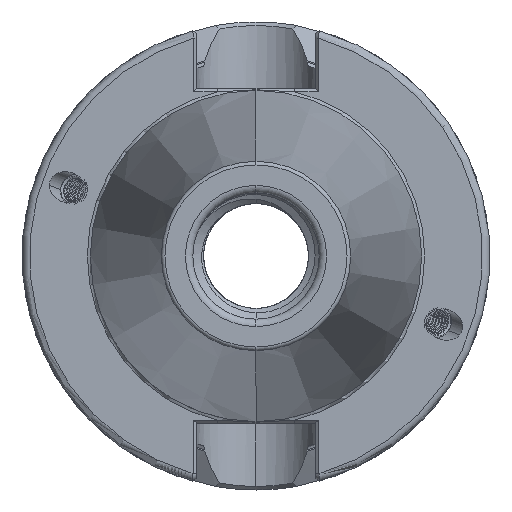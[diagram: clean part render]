
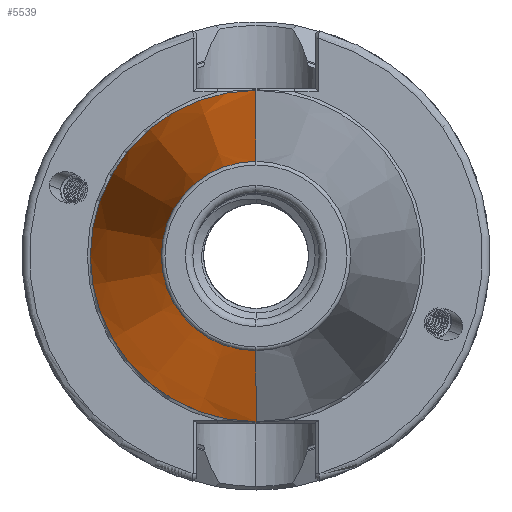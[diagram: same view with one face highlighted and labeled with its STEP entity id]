
A CAD part, left-side view. The second image highlights one B-rep face of the part: STEP entity #5539.
In plain terms, the highlighted conical face has half-angle 8.297 degrees and reference radius 22.298 mm.
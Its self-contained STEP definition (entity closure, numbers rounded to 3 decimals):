
#440 = CARTESIAN_POINT ( 'NONE',  ( -66.972, 0., 12.75 ) ) ;
#444 = CARTESIAN_POINT ( 'NONE',  ( -66.972, 0., -12.75 ) ) ;
#445 = CARTESIAN_POINT ( 'NONE',  ( -1.5, 0., 22.298 ) ) ;
#633 = VERTEX_POINT ( 'NONE', #9683 ) ;
#802 = AXIS2_PLACEMENT_3D ( 'NONE', #7382, #7383, #7384 ) ;
#808 = AXIS2_PLACEMENT_3D ( 'NONE', #7385, #7392, #7393 ) ;
#809 = VECTOR ( 'NONE', #7391, 1000. ) ;
#811 = VECTOR ( 'NONE', #7397, 1000. ) ;
#5179 = CONICAL_SURFACE ( 'NONE', #7773, 22.298, 0.145 ) ;
#5294 = CIRCLE ( 'NONE', #802, 22.298 ) ;
#5295 = CIRCLE ( 'NONE', #808, 12.75 ) ;
#5539 = ADVANCED_FACE ( 'NONE', ( #7770 ), #5179, .T. ) ;
#7382 = CARTESIAN_POINT ( 'NONE',  ( -1.5, 0., 0. ) ) ;
#7383 = DIRECTION ( 'NONE',  ( 1., 0., 0. ) ) ;
#7384 = DIRECTION ( 'NONE',  ( 0., 0., -1. ) ) ;
#7385 = CARTESIAN_POINT ( 'NONE',  ( -66.972, 0., 0. ) ) ;
#7389 = LINE ( 'NONE', #7390, #809 ) ;
#7390 = CARTESIAN_POINT ( 'NONE',  ( -1.5, 0., 22.298 ) ) ;
#7391 = DIRECTION ( 'NONE',  ( 0.99, 0., 0.144 ) ) ;
#7392 = DIRECTION ( 'NONE',  ( 1., 0., 0. ) ) ;
#7393 = DIRECTION ( 'NONE',  ( 0., 0., -1. ) ) ;
#7395 = LINE ( 'NONE', #7396, #811 ) ;
#7396 = CARTESIAN_POINT ( 'NONE',  ( -1.5, 0., -22.298 ) ) ;
#7397 = DIRECTION ( 'NONE',  ( 0.99, 0., -0.144 ) ) ;
#7770 = FACE_OUTER_BOUND ( 'NONE', #8146, .T. ) ;
#7773 = AXIS2_PLACEMENT_3D ( 'NONE', #11378, #11379, #11380 ) ;
#8146 = EDGE_LOOP ( 'NONE', ( #12987, #12985, #12986, #12984 ) ) ;
#9683 = CARTESIAN_POINT ( 'NONE',  ( -1.5, 0., -22.298 ) ) ;
#11378 = CARTESIAN_POINT ( 'NONE',  ( -1.5, 0., 0. ) ) ;
#11379 = DIRECTION ( 'NONE',  ( 1., 0., 0. ) ) ;
#11380 = DIRECTION ( 'NONE',  ( 0., 0., -1. ) ) ;
#11693 = EDGE_CURVE ( 'NONE', #633, #12857, #5294, .T. ) ;
#11695 = EDGE_CURVE ( 'NONE', #12852, #12857, #7389, .T. ) ;
#11696 = EDGE_CURVE ( 'NONE', #12856, #12852, #5295, .T. ) ;
#11697 = EDGE_CURVE ( 'NONE', #12856, #633, #7395, .T. ) ;
#12852 = VERTEX_POINT ( 'NONE', #440 ) ;
#12856 = VERTEX_POINT ( 'NONE', #444 ) ;
#12857 = VERTEX_POINT ( 'NONE', #445 ) ;
#12984 = ORIENTED_EDGE ( 'NONE', *, *, #11697, .F. ) ;
#12985 = ORIENTED_EDGE ( 'NONE', *, *, #11695, .T. ) ;
#12986 = ORIENTED_EDGE ( 'NONE', *, *, #11693, .F. ) ;
#12987 = ORIENTED_EDGE ( 'NONE', *, *, #11696, .T. ) ;
